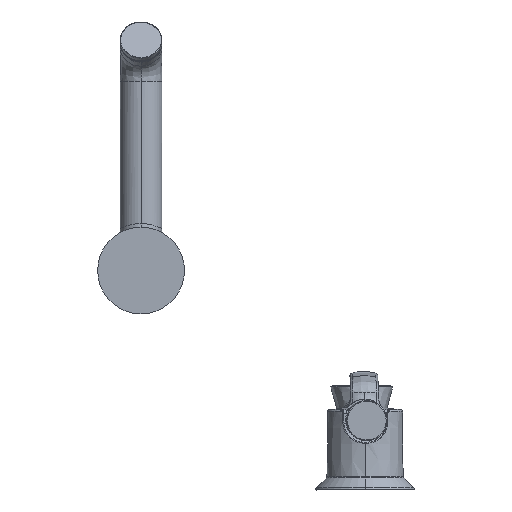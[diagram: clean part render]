
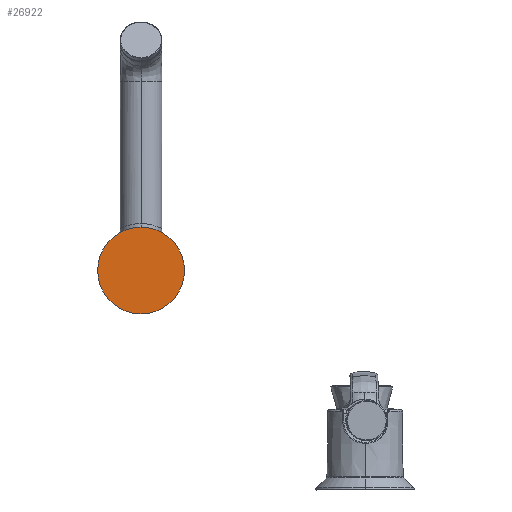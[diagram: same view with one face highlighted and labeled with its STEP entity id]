
A CAD part, front view. The second image highlights one B-rep face of the part: STEP entity #26922.
In plain terms, the highlighted planar face has unit normal (0, -1, 0).
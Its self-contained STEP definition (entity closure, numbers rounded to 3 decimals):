
#1753 = DIRECTION ( 'NONE',  ( 0., 1., 0. ) ) ;
#4445 = CARTESIAN_POINT ( 'NONE',  ( -25., -5., 0. ) ) ;
#7144 = ORIENTED_EDGE ( 'NONE', *, *, #17748, .F. ) ;
#7846 = CARTESIAN_POINT ( 'NONE',  ( 0., -5., 0. ) ) ;
#12076 = DIRECTION ( 'NONE',  ( 0., 1., 0. ) ) ;
#12687 = CARTESIAN_POINT ( 'NONE',  ( 25., -5., 0. ) ) ;
#13422 = CIRCLE ( 'NONE', #15076, 25. ) ;
#14883 = DIRECTION ( 'NONE',  ( 1., 0., 0. ) ) ;
#15076 = AXIS2_PLACEMENT_3D ( 'NONE', #16017, #22458, #20289 ) ;
#15648 = VERTEX_POINT ( 'NONE', #19860 ) ;
#16017 = CARTESIAN_POINT ( 'NONE',  ( 0., -5., 0. ) ) ;
#16238 = DIRECTION ( 'NONE',  ( -1., 0., 0. ) ) ;
#17748 = EDGE_CURVE ( 'NONE', #22916, #15648, #18252, .T. ) ;
#17945 = AXIS2_PLACEMENT_3D ( 'NONE', #12687, #1753, #14883 ) ;
#18252 = CIRCLE ( 'NONE', #20063, 25. ) ;
#19860 = CARTESIAN_POINT ( 'NONE',  ( 25., -5., 0. ) ) ;
#20063 = AXIS2_PLACEMENT_3D ( 'NONE', #7846, #12076, #16238 ) ;
#20289 = DIRECTION ( 'NONE',  ( -1., 0., 0. ) ) ;
#20899 = EDGE_LOOP ( 'NONE', ( #7144, #22110 ) ) ;
#22110 = ORIENTED_EDGE ( 'NONE', *, *, #26335, .F. ) ;
#22458 = DIRECTION ( 'NONE',  ( 0., 1., 0. ) ) ;
#22916 = VERTEX_POINT ( 'NONE', #4445 ) ;
#25589 = FACE_OUTER_BOUND ( 'NONE', #20899, .T. ) ;
#25623 = PLANE ( 'NONE',  #17945 ) ;
#26335 = EDGE_CURVE ( 'NONE', #15648, #22916, #13422, .T. ) ;
#26922 = ADVANCED_FACE ( 'NONE', ( #25589 ), #25623, .F. ) ;
